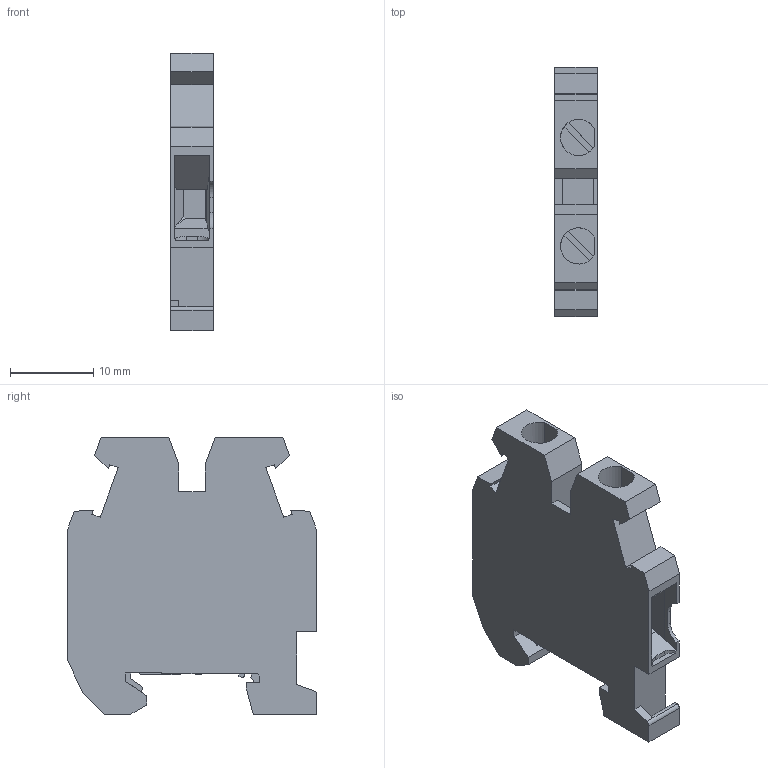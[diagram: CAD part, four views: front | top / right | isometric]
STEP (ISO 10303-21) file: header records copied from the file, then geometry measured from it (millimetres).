
FILE_DESCRIPTION(('Creo Elements/Direct Modeling STEP Export'),'2;1');
FILE_NAME('model.stp','2018-01-19T 9:53:27',(''),(''),'Creo Elements/Direct Modeling STEP processor for AP214 (Solid Model)','Creo Elements/Direct Modeling 18.1I 14-Aug-2016 (C) Parametric Technology GmbH','');
FILE_SCHEMA(('AUTOMOTIVE_DESIGN { 1 0 10303 214 1 1 1 1 }'));
Length unit declared in the file: millimetre
Products named in the file (2): MUT_2.5-PE-select
Assembly tree (1 placements, depth 2):
  MUT_2.5-PE-select
    MUT_2.5-PE-select
Bounding box: 5.15 x 29.9 x 33.25 mm (x, y, z)
Volume: 3375.2 mm3; surface area: 3030.5 mm2
Topology: 1 solids, 1 shells, 145 faces, 416 edges, 277 vertices
Faces by surface type: plane 132, cylinder 13
Entity records: 5740 total; most frequent: ORIENTED_EDGE 832, CARTESIAN_POINT 809, DIRECTION 696, EDGE_CURVE 416, VECTOR 368, LINE 368, VERTEX_POINT 277, AXIS2_PLACEMENT_3D 164
